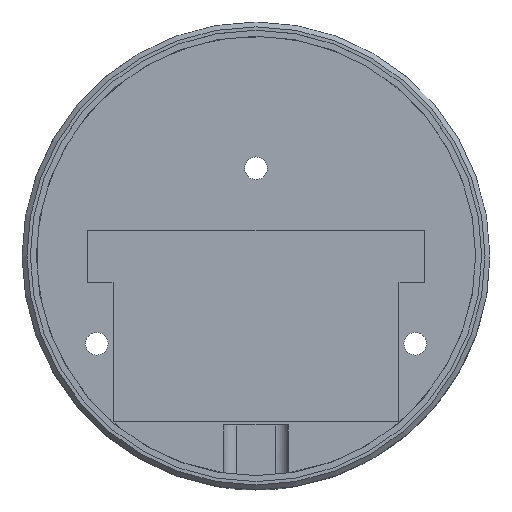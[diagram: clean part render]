
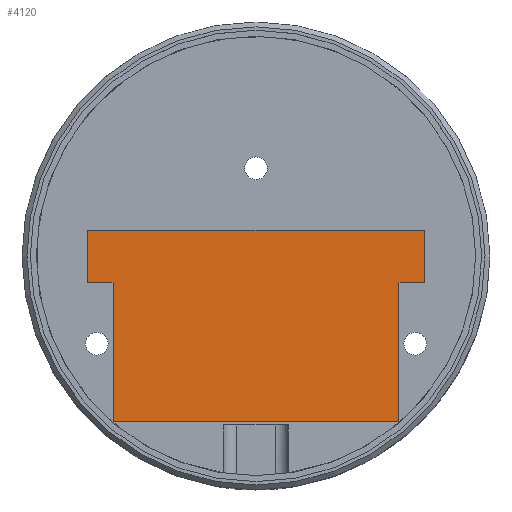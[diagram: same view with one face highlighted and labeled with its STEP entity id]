
A CAD part, top view. The second image highlights one B-rep face of the part: STEP entity #4120.
In plain terms, the highlighted planar face has unit normal (0, 0, 1).
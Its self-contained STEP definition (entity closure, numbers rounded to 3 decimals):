
#3115 = PLANE('',#3116);
#3116 = AXIS2_PLACEMENT_3D('',#3117,#3118,#3119);
#3117 = CARTESIAN_POINT('',(-26.,4.,5.));
#3118 = DIRECTION('',(-1.,0.,0.));
#3119 = DIRECTION('',(0.,-1.,0.));
#3143 = PLANE('',#3144);
#3144 = AXIS2_PLACEMENT_3D('',#3145,#3146,#3147);
#3145 = CARTESIAN_POINT('',(-26.,4.,5.));
#3146 = DIRECTION('',(0.,-1.,0.));
#3147 = DIRECTION('',(1.,0.,0.));
#3171 = PLANE('',#3172);
#3172 = AXIS2_PLACEMENT_3D('',#3173,#3174,#3175);
#3173 = CARTESIAN_POINT('',(0.,4.,5.));
#3174 = DIRECTION('',(0.,-1.,0.));
#3175 = DIRECTION('',(1.,0.,0.));
#3199 = PLANE('',#3200);
#3200 = AXIS2_PLACEMENT_3D('',#3201,#3202,#3203);
#3201 = CARTESIAN_POINT('',(26.,4.,5.));
#3202 = DIRECTION('',(-1.,0.,0.));
#3203 = DIRECTION('',(0.,-1.,0.));
#3227 = PLANE('',#3228);
#3228 = AXIS2_PLACEMENT_3D('',#3229,#3230,#3231);
#3229 = CARTESIAN_POINT('',(26.,-4.,5.));
#3230 = DIRECTION('',(0.,1.,0.));
#3231 = DIRECTION('',(-1.,0.,0.));
#3255 = PLANE('',#3256);
#3256 = AXIS2_PLACEMENT_3D('',#3257,#3258,#3259);
#3257 = CARTESIAN_POINT('',(22.,-4.,5.));
#3258 = DIRECTION('',(-1.,0.,0.));
#3259 = DIRECTION('',(0.,-1.,0.));
#3283 = PLANE('',#3284);
#3284 = AXIS2_PLACEMENT_3D('',#3285,#3286,#3287);
#3285 = CARTESIAN_POINT('',(-22.,-25.5,5.));
#3286 = DIRECTION('',(0.,-1.,0.));
#3287 = DIRECTION('',(1.,0.,0.));
#3311 = PLANE('',#3312);
#3312 = AXIS2_PLACEMENT_3D('',#3313,#3314,#3315);
#3313 = CARTESIAN_POINT('',(-22.,-4.,5.));
#3314 = DIRECTION('',(-1.,0.,0.));
#3315 = DIRECTION('',(0.,-1.,0.));
#3337 = PLANE('',#3338);
#3338 = AXIS2_PLACEMENT_3D('',#3339,#3340,#3341);
#3339 = CARTESIAN_POINT('',(-26.,-4.,5.));
#3340 = DIRECTION('',(0.,-1.,0.));
#3341 = DIRECTION('',(1.,0.,0.));
#3625 = VERTEX_POINT('',#3626);
#3626 = CARTESIAN_POINT('',(-26.,4.,3.2));
#3647 = EDGE_CURVE('',#3625,#3648,#3650,.T.);
#3648 = VERTEX_POINT('',#3649);
#3649 = CARTESIAN_POINT('',(-26.,-4.,3.2));
#3650 = SURFACE_CURVE('',#3651,(#3655,#3662),.PCURVE_S1.);
#3651 = LINE('',#3652,#3653);
#3652 = CARTESIAN_POINT('',(-26.,4.,3.2));
#3653 = VECTOR('',#3654,1.);
#3654 = DIRECTION('',(0.,-1.,0.));
#3655 = PCURVE('',#3115,#3656);
#3656 = DEFINITIONAL_REPRESENTATION('',(#3657),#3661);
#3657 = LINE('',#3658,#3659);
#3658 = CARTESIAN_POINT('',(0.,-1.8));
#3659 = VECTOR('',#3660,1.);
#3660 = DIRECTION('',(1.,0.));
#3661 = ( GEOMETRIC_REPRESENTATION_CONTEXT(2) 
PARAMETRIC_REPRESENTATION_CONTEXT() REPRESENTATION_CONTEXT('2D SPACE',''
  ) );
#3662 = PCURVE('',#3663,#3668);
#3663 = PLANE('',#3664);
#3664 = AXIS2_PLACEMENT_3D('',#3665,#3666,#3667);
#3665 = CARTESIAN_POINT('',(0.,-9.695,3.2));
#3666 = DIRECTION('',(0.,0.,1.));
#3667 = DIRECTION('',(1.,0.,0.));
#3668 = DEFINITIONAL_REPRESENTATION('',(#3669),#3673);
#3669 = LINE('',#3670,#3671);
#3670 = CARTESIAN_POINT('',(-26.,13.695));
#3671 = VECTOR('',#3672,1.);
#3672 = DIRECTION('',(0.,-1.));
#3673 = ( GEOMETRIC_REPRESENTATION_CONTEXT(2) 
PARAMETRIC_REPRESENTATION_CONTEXT() REPRESENTATION_CONTEXT('2D SPACE',''
  ) );
#3701 = EDGE_CURVE('',#3648,#3702,#3704,.T.);
#3702 = VERTEX_POINT('',#3703);
#3703 = CARTESIAN_POINT('',(-22.,-4.,3.2));
#3704 = SURFACE_CURVE('',#3705,(#3709,#3716),.PCURVE_S1.);
#3705 = LINE('',#3706,#3707);
#3706 = CARTESIAN_POINT('',(-26.,-4.,3.2));
#3707 = VECTOR('',#3708,1.);
#3708 = DIRECTION('',(1.,0.,0.));
#3709 = PCURVE('',#3337,#3710);
#3710 = DEFINITIONAL_REPRESENTATION('',(#3711),#3715);
#3711 = LINE('',#3712,#3713);
#3712 = CARTESIAN_POINT('',(0.,-1.8));
#3713 = VECTOR('',#3714,1.);
#3714 = DIRECTION('',(1.,0.));
#3715 = ( GEOMETRIC_REPRESENTATION_CONTEXT(2) 
PARAMETRIC_REPRESENTATION_CONTEXT() REPRESENTATION_CONTEXT('2D SPACE',''
  ) );
#3716 = PCURVE('',#3663,#3717);
#3717 = DEFINITIONAL_REPRESENTATION('',(#3718),#3722);
#3718 = LINE('',#3719,#3720);
#3719 = CARTESIAN_POINT('',(-26.,5.695));
#3720 = VECTOR('',#3721,1.);
#3721 = DIRECTION('',(1.,0.));
#3722 = ( GEOMETRIC_REPRESENTATION_CONTEXT(2) 
PARAMETRIC_REPRESENTATION_CONTEXT() REPRESENTATION_CONTEXT('2D SPACE',''
  ) );
#3750 = EDGE_CURVE('',#3702,#3751,#3753,.T.);
#3751 = VERTEX_POINT('',#3752);
#3752 = CARTESIAN_POINT('',(-22.,-25.5,3.2));
#3753 = SURFACE_CURVE('',#3754,(#3758,#3765),.PCURVE_S1.);
#3754 = LINE('',#3755,#3756);
#3755 = CARTESIAN_POINT('',(-22.,-4.,3.2));
#3756 = VECTOR('',#3757,1.);
#3757 = DIRECTION('',(0.,-1.,0.));
#3758 = PCURVE('',#3311,#3759);
#3759 = DEFINITIONAL_REPRESENTATION('',(#3760),#3764);
#3760 = LINE('',#3761,#3762);
#3761 = CARTESIAN_POINT('',(0.,-1.8));
#3762 = VECTOR('',#3763,1.);
#3763 = DIRECTION('',(1.,0.));
#3764 = ( GEOMETRIC_REPRESENTATION_CONTEXT(2) 
PARAMETRIC_REPRESENTATION_CONTEXT() REPRESENTATION_CONTEXT('2D SPACE',''
  ) );
#3765 = PCURVE('',#3663,#3766);
#3766 = DEFINITIONAL_REPRESENTATION('',(#3767),#3771);
#3767 = LINE('',#3768,#3769);
#3768 = CARTESIAN_POINT('',(-22.,5.695));
#3769 = VECTOR('',#3770,1.);
#3770 = DIRECTION('',(0.,-1.));
#3771 = ( GEOMETRIC_REPRESENTATION_CONTEXT(2) 
PARAMETRIC_REPRESENTATION_CONTEXT() REPRESENTATION_CONTEXT('2D SPACE',''
  ) );
#3799 = EDGE_CURVE('',#3751,#3800,#3802,.T.);
#3800 = VERTEX_POINT('',#3801);
#3801 = CARTESIAN_POINT('',(22.,-25.5,3.2));
#3802 = SURFACE_CURVE('',#3803,(#3807,#3814),.PCURVE_S1.);
#3803 = LINE('',#3804,#3805);
#3804 = CARTESIAN_POINT('',(-22.,-25.5,3.2));
#3805 = VECTOR('',#3806,1.);
#3806 = DIRECTION('',(1.,0.,0.));
#3807 = PCURVE('',#3283,#3808);
#3808 = DEFINITIONAL_REPRESENTATION('',(#3809),#3813);
#3809 = LINE('',#3810,#3811);
#3810 = CARTESIAN_POINT('',(0.,-1.8));
#3811 = VECTOR('',#3812,1.);
#3812 = DIRECTION('',(1.,0.));
#3813 = ( GEOMETRIC_REPRESENTATION_CONTEXT(2) 
PARAMETRIC_REPRESENTATION_CONTEXT() REPRESENTATION_CONTEXT('2D SPACE',''
  ) );
#3814 = PCURVE('',#3663,#3815);
#3815 = DEFINITIONAL_REPRESENTATION('',(#3816),#3820);
#3816 = LINE('',#3817,#3818);
#3817 = CARTESIAN_POINT('',(-22.,-15.805));
#3818 = VECTOR('',#3819,1.);
#3819 = DIRECTION('',(1.,0.));
#3820 = ( GEOMETRIC_REPRESENTATION_CONTEXT(2) 
PARAMETRIC_REPRESENTATION_CONTEXT() REPRESENTATION_CONTEXT('2D SPACE',''
  ) );
#3848 = VERTEX_POINT('',#3849);
#3849 = CARTESIAN_POINT('',(22.,-4.,3.2));
#3870 = EDGE_CURVE('',#3848,#3800,#3871,.T.);
#3871 = SURFACE_CURVE('',#3872,(#3876,#3883),.PCURVE_S1.);
#3872 = LINE('',#3873,#3874);
#3873 = CARTESIAN_POINT('',(22.,-4.,3.2));
#3874 = VECTOR('',#3875,1.);
#3875 = DIRECTION('',(0.,-1.,0.));
#3876 = PCURVE('',#3255,#3877);
#3877 = DEFINITIONAL_REPRESENTATION('',(#3878),#3882);
#3878 = LINE('',#3879,#3880);
#3879 = CARTESIAN_POINT('',(0.,-1.8));
#3880 = VECTOR('',#3881,1.);
#3881 = DIRECTION('',(1.,0.));
#3882 = ( GEOMETRIC_REPRESENTATION_CONTEXT(2) 
PARAMETRIC_REPRESENTATION_CONTEXT() REPRESENTATION_CONTEXT('2D SPACE',''
  ) );
#3883 = PCURVE('',#3663,#3884);
#3884 = DEFINITIONAL_REPRESENTATION('',(#3885),#3889);
#3885 = LINE('',#3886,#3887);
#3886 = CARTESIAN_POINT('',(22.,5.695));
#3887 = VECTOR('',#3888,1.);
#3888 = DIRECTION('',(0.,-1.));
#3889 = ( GEOMETRIC_REPRESENTATION_CONTEXT(2) 
PARAMETRIC_REPRESENTATION_CONTEXT() REPRESENTATION_CONTEXT('2D SPACE',''
  ) );
#3897 = VERTEX_POINT('',#3898);
#3898 = CARTESIAN_POINT('',(26.,-4.,3.2));
#3919 = EDGE_CURVE('',#3897,#3848,#3920,.T.);
#3920 = SURFACE_CURVE('',#3921,(#3925,#3932),.PCURVE_S1.);
#3921 = LINE('',#3922,#3923);
#3922 = CARTESIAN_POINT('',(26.,-4.,3.2));
#3923 = VECTOR('',#3924,1.);
#3924 = DIRECTION('',(-1.,0.,0.));
#3925 = PCURVE('',#3227,#3926);
#3926 = DEFINITIONAL_REPRESENTATION('',(#3927),#3931);
#3927 = LINE('',#3928,#3929);
#3928 = CARTESIAN_POINT('',(0.,-1.8));
#3929 = VECTOR('',#3930,1.);
#3930 = DIRECTION('',(1.,0.));
#3931 = ( GEOMETRIC_REPRESENTATION_CONTEXT(2) 
PARAMETRIC_REPRESENTATION_CONTEXT() REPRESENTATION_CONTEXT('2D SPACE',''
  ) );
#3932 = PCURVE('',#3663,#3933);
#3933 = DEFINITIONAL_REPRESENTATION('',(#3934),#3938);
#3934 = LINE('',#3935,#3936);
#3935 = CARTESIAN_POINT('',(26.,5.695));
#3936 = VECTOR('',#3937,1.);
#3937 = DIRECTION('',(-1.,0.));
#3938 = ( GEOMETRIC_REPRESENTATION_CONTEXT(2) 
PARAMETRIC_REPRESENTATION_CONTEXT() REPRESENTATION_CONTEXT('2D SPACE',''
  ) );
#3946 = VERTEX_POINT('',#3947);
#3947 = CARTESIAN_POINT('',(26.,4.,3.2));
#3968 = EDGE_CURVE('',#3946,#3897,#3969,.T.);
#3969 = SURFACE_CURVE('',#3970,(#3974,#3981),.PCURVE_S1.);
#3970 = LINE('',#3971,#3972);
#3971 = CARTESIAN_POINT('',(26.,4.,3.2));
#3972 = VECTOR('',#3973,1.);
#3973 = DIRECTION('',(0.,-1.,0.));
#3974 = PCURVE('',#3199,#3975);
#3975 = DEFINITIONAL_REPRESENTATION('',(#3976),#3980);
#3976 = LINE('',#3977,#3978);
#3977 = CARTESIAN_POINT('',(0.,-1.8));
#3978 = VECTOR('',#3979,1.);
#3979 = DIRECTION('',(1.,0.));
#3980 = ( GEOMETRIC_REPRESENTATION_CONTEXT(2) 
PARAMETRIC_REPRESENTATION_CONTEXT() REPRESENTATION_CONTEXT('2D SPACE',''
  ) );
#3981 = PCURVE('',#3663,#3982);
#3982 = DEFINITIONAL_REPRESENTATION('',(#3983),#3987);
#3983 = LINE('',#3984,#3985);
#3984 = CARTESIAN_POINT('',(26.,13.695));
#3985 = VECTOR('',#3986,1.);
#3986 = DIRECTION('',(0.,-1.));
#3987 = ( GEOMETRIC_REPRESENTATION_CONTEXT(2) 
PARAMETRIC_REPRESENTATION_CONTEXT() REPRESENTATION_CONTEXT('2D SPACE',''
  ) );
#3995 = VERTEX_POINT('',#3996);
#3996 = CARTESIAN_POINT('',(0.,4.,3.2));
#4017 = EDGE_CURVE('',#3995,#3946,#4018,.T.);
#4018 = SURFACE_CURVE('',#4019,(#4023,#4030),.PCURVE_S1.);
#4019 = LINE('',#4020,#4021);
#4020 = CARTESIAN_POINT('',(0.,4.,3.2));
#4021 = VECTOR('',#4022,1.);
#4022 = DIRECTION('',(1.,0.,0.));
#4023 = PCURVE('',#3171,#4024);
#4024 = DEFINITIONAL_REPRESENTATION('',(#4025),#4029);
#4025 = LINE('',#4026,#4027);
#4026 = CARTESIAN_POINT('',(0.,-1.8));
#4027 = VECTOR('',#4028,1.);
#4028 = DIRECTION('',(1.,0.));
#4029 = ( GEOMETRIC_REPRESENTATION_CONTEXT(2) 
PARAMETRIC_REPRESENTATION_CONTEXT() REPRESENTATION_CONTEXT('2D SPACE',''
  ) );
#4030 = PCURVE('',#3663,#4031);
#4031 = DEFINITIONAL_REPRESENTATION('',(#4032),#4036);
#4032 = LINE('',#4033,#4034);
#4033 = CARTESIAN_POINT('',(0.,13.695));
#4034 = VECTOR('',#4035,1.);
#4035 = DIRECTION('',(1.,0.));
#4036 = ( GEOMETRIC_REPRESENTATION_CONTEXT(2) 
PARAMETRIC_REPRESENTATION_CONTEXT() REPRESENTATION_CONTEXT('2D SPACE',''
  ) );
#4044 = EDGE_CURVE('',#3625,#3995,#4045,.T.);
#4045 = SURFACE_CURVE('',#4046,(#4050,#4057),.PCURVE_S1.);
#4046 = LINE('',#4047,#4048);
#4047 = CARTESIAN_POINT('',(-26.,4.,3.2));
#4048 = VECTOR('',#4049,1.);
#4049 = DIRECTION('',(1.,0.,0.));
#4050 = PCURVE('',#3143,#4051);
#4051 = DEFINITIONAL_REPRESENTATION('',(#4052),#4056);
#4052 = LINE('',#4053,#4054);
#4053 = CARTESIAN_POINT('',(0.,-1.8));
#4054 = VECTOR('',#4055,1.);
#4055 = DIRECTION('',(1.,0.));
#4056 = ( GEOMETRIC_REPRESENTATION_CONTEXT(2) 
PARAMETRIC_REPRESENTATION_CONTEXT() REPRESENTATION_CONTEXT('2D SPACE',''
  ) );
#4057 = PCURVE('',#3663,#4058);
#4058 = DEFINITIONAL_REPRESENTATION('',(#4059),#4063);
#4059 = LINE('',#4060,#4061);
#4060 = CARTESIAN_POINT('',(-26.,13.695));
#4061 = VECTOR('',#4062,1.);
#4062 = DIRECTION('',(1.,0.));
#4063 = ( GEOMETRIC_REPRESENTATION_CONTEXT(2) 
PARAMETRIC_REPRESENTATION_CONTEXT() REPRESENTATION_CONTEXT('2D SPACE',''
  ) );
#4120 = ADVANCED_FACE('',(#4121),#3663,.T.);
#4121 = FACE_BOUND('',#4122,.F.);
#4122 = EDGE_LOOP('',(#4123,#4124,#4125,#4126,#4127,#4128,#4129,#4130,
    #4131));
#4123 = ORIENTED_EDGE('',*,*,#4044,.T.);
#4124 = ORIENTED_EDGE('',*,*,#4017,.T.);
#4125 = ORIENTED_EDGE('',*,*,#3968,.T.);
#4126 = ORIENTED_EDGE('',*,*,#3919,.T.);
#4127 = ORIENTED_EDGE('',*,*,#3870,.T.);
#4128 = ORIENTED_EDGE('',*,*,#3799,.F.);
#4129 = ORIENTED_EDGE('',*,*,#3750,.F.);
#4130 = ORIENTED_EDGE('',*,*,#3701,.F.);
#4131 = ORIENTED_EDGE('',*,*,#3647,.F.);
